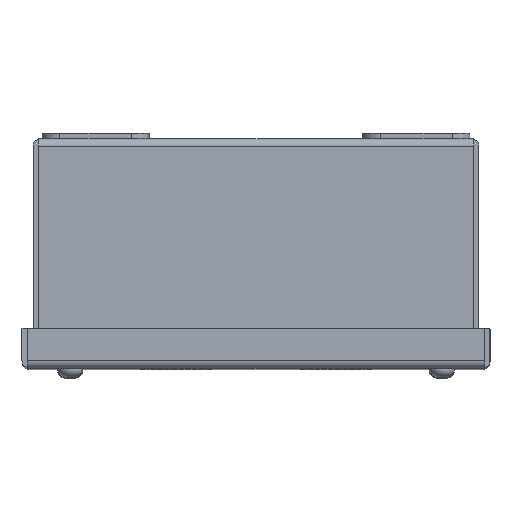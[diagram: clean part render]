
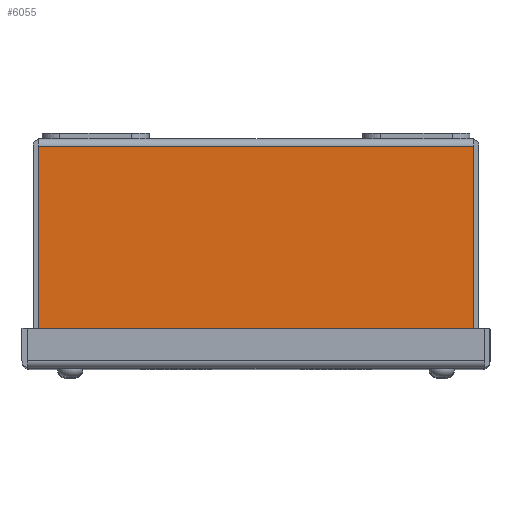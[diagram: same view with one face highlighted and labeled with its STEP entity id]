
A CAD part, top view. The second image highlights one B-rep face of the part: STEP entity #6055.
In plain terms, the highlighted planar face has unit normal (0, 0, 1).
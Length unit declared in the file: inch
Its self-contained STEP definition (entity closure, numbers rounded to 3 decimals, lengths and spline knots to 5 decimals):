
#160 = LINE ( 'NONE', #14222, #13613 ) ;
#371 = FACE_OUTER_BOUND ( 'NONE', #14514, .T. ) ;
#1862 = VERTEX_POINT ( 'NONE', #17053 ) ;
#3190 = EDGE_CURVE ( 'NONE', #21040, #1862, #12331, .T. ) ;
#4491 = ORIENTED_EDGE ( 'NONE', *, *, #3190, .F. ) ;
#5001 = DIRECTION ( 'NONE',  ( 1., 0., 0. ) ) ;
#6055 = ADVANCED_FACE ( 'NONE', ( #371 ), #17957, .F. ) ;
#7307 = EDGE_CURVE ( 'NONE', #14385, #1862, #20070, .T. ) ;
#7333 = CARTESIAN_POINT ( 'NONE',  ( -3.017, -0.108, 4.75 ) ) ;
#8291 = ORIENTED_EDGE ( 'NONE', *, *, #25032, .F. ) ;
#8435 = DIRECTION ( 'NONE',  ( 0., 0., -1. ) ) ;
#9281 = ORIENTED_EDGE ( 'NONE', *, *, #17159, .F. ) ;
#9412 = AXIS2_PLACEMENT_3D ( 'NONE', #19904, #8435, #16375 ) ;
#10170 = DIRECTION ( 'NONE',  ( 0., -1., 0. ) ) ;
#12260 = DIRECTION ( 'NONE',  ( 0., -1., 0. ) ) ;
#12331 = LINE ( 'NONE', #14548, #23650 ) ;
#13613 = VECTOR ( 'NONE', #12260, 39.37008 ) ;
#14222 = CARTESIAN_POINT ( 'NONE',  ( 3.05221, 39.37008, 4.75 ) ) ;
#14385 = VERTEX_POINT ( 'NONE', #20783 ) ;
#14514 = EDGE_LOOP ( 'NONE', ( #4491, #8291, #9281, #18805 ) ) ;
#14548 = CARTESIAN_POINT ( 'NONE',  ( 21.281, -2.892, 4.75 ) ) ;
#16375 = DIRECTION ( 'NONE',  ( -1., 0., 0. ) ) ;
#16494 = DIRECTION ( 'NONE',  ( -1., 0., 0. ) ) ;
#17053 = CARTESIAN_POINT ( 'NONE',  ( -3.05221, -2.892, 4.75 ) ) ;
#17140 = CARTESIAN_POINT ( 'NONE',  ( 3.05221, -2.892, 4.75 ) ) ;
#17159 = EDGE_CURVE ( 'NONE', #14385, #17183, #21277, .T. ) ;
#17183 = VERTEX_POINT ( 'NONE', #20751 ) ;
#17957 = PLANE ( 'NONE',  #9412 ) ;
#18805 = ORIENTED_EDGE ( 'NONE', *, *, #7307, .T. ) ;
#19904 = CARTESIAN_POINT ( 'NONE',  ( 21.281, 0., 4.75 ) ) ;
#20070 = LINE ( 'NONE', #21651, #20519 ) ;
#20519 = VECTOR ( 'NONE', #10170, 39.37008 ) ;
#20751 = CARTESIAN_POINT ( 'NONE',  ( 3.05221, -0.108, 4.75 ) ) ;
#20783 = CARTESIAN_POINT ( 'NONE',  ( -3.05221, -0.108, 4.75 ) ) ;
#21040 = VERTEX_POINT ( 'NONE', #17140 ) ;
#21277 = LINE ( 'NONE', #7333, #22476 ) ;
#21651 = CARTESIAN_POINT ( 'NONE',  ( -3.05221, 39.37008, 4.75 ) ) ;
#22476 = VECTOR ( 'NONE', #5001, 39.37008 ) ;
#23650 = VECTOR ( 'NONE', #16494, 39.37008 ) ;
#25032 = EDGE_CURVE ( 'NONE', #17183, #21040, #160, .T. ) ;
